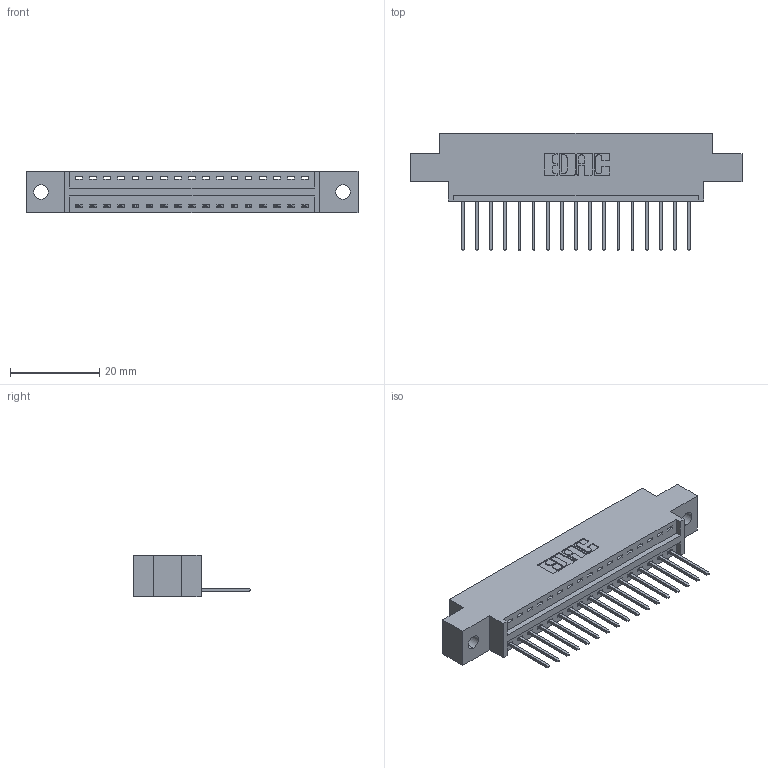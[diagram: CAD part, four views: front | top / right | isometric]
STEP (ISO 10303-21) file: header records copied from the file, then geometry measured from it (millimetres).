
FILE_DESCRIPTION (( 'STEP AP203' ), '1' );
FILE_NAME ('346-017-522-602.STEP', '2018-08-20T06:02:12', ( '' ), ( '' ), 'SwSTEP 2.0', 'SolidWorks 2016', '' );
FILE_SCHEMA (( 'CONFIG_CONTROL_DESIGN' ));
Length unit declared in the file: inch
Products named in the file (3): 346 Part_0.170 Offset - 0.128 Dia; 345-292-001_345-293-122; 346-017-522-602
Assembly tree (18 placements, depth 2):
  346-017-522-602
    346 Part_0.170 Offset - 0.128 Dia
    345-292-001_345-293-122  x17
Bounding box: 74.55 x 26.42 x 9.4 mm (x, y, z)
Volume: 6774.6 mm3; surface area: 8149.2 mm2
Topology: 18 solids, 18 shells, 1112 faces, 3333 edges, 2198 vertices
Faces by surface type: plane 760, cylinder 352
Entity records: 14069 total; most frequent: CARTESIAN_POINT 2427, ORIENTED_EDGE 2378, DIRECTION 2171, EDGE_CURVE 1189, LINE 989, VECTOR 989, VERTEX_POINT 790, AXIS2_PLACEMENT_3D 591
